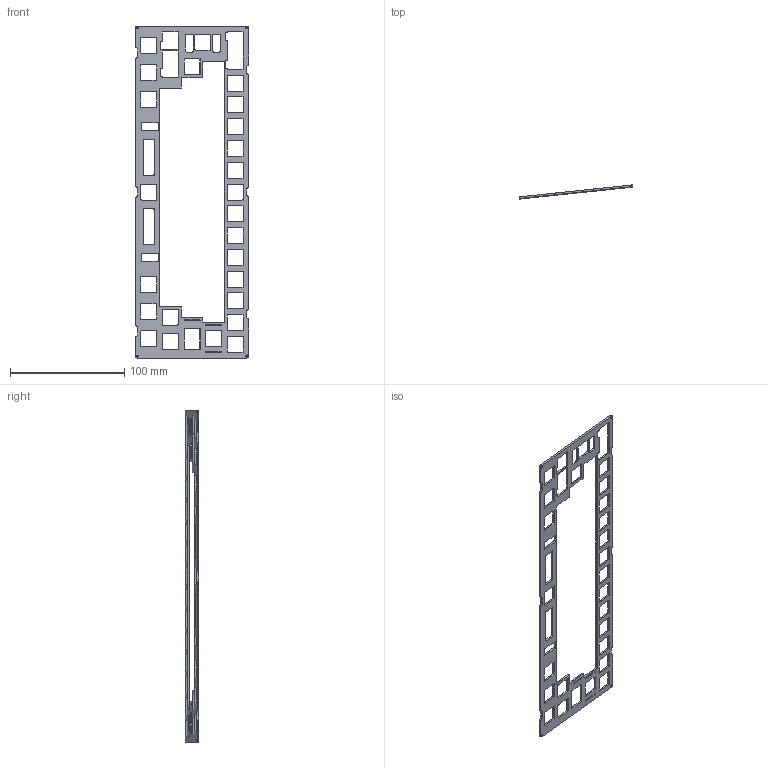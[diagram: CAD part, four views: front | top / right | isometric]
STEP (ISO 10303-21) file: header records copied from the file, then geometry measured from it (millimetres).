
FILE_DESCRIPTION(/* description */ (''),/* implementation_level */ '2;1');
FILE_NAME(/* name */ 'ISO Plate Half.step',/* time_stamp */ '2019-10-28T19:20:30+00:00',/* author */ (''),/* organization */ (''),/* preprocessor_version */ 'ST-DEVELOPER v18',/* originating_system */ 'Autodesk Translation Framework v8.6.0.1094',/* authorisation */ '');
FILE_SCHEMA (('AUTOMOTIVE_DESIGN { 1 0 10303 214 3 1 1 }'));
Length unit declared in the file: millimetre
Products named in the file (1): ISO Plate Half
Bounding box: 99.61 x 11.94 x 290.5 mm (x, y, z)
Volume: 14530.2 mm3; surface area: 24608.2 mm2
Topology: 1 solids, 1 shells, 417 faces, 1239 edges, 824 vertices
Faces by surface type: plane 212, cylinder 205
Full cylindrical faces by diameter (mm): 2 x3, 2.1 x1
Entity records: 14280 total; most frequent: DIRECTION 2485, CARTESIAN_POINT 2481, ORIENTED_EDGE 2478, EDGE_CURVE 1239, LINE 829, VECTOR 829, AXIS2_PLACEMENT_3D 828, VERTEX_POINT 824
